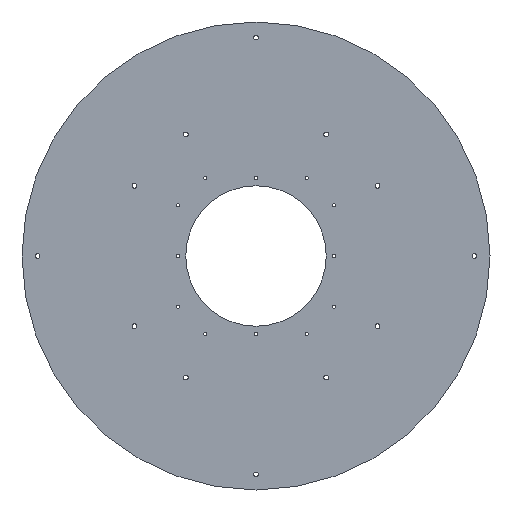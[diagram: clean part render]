
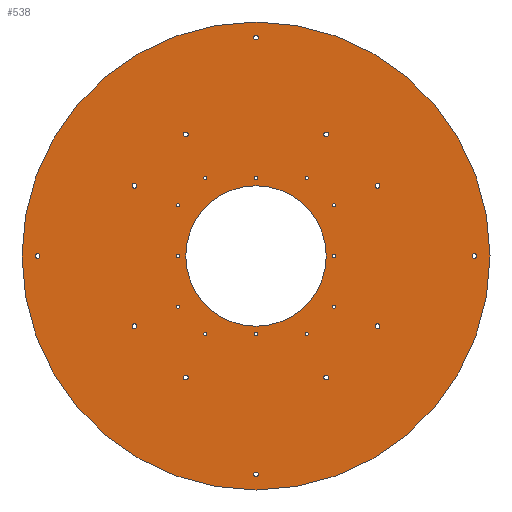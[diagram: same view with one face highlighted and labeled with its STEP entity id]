
A CAD part, front view. The second image highlights one B-rep face of the part: STEP entity #538.
In plain terms, the highlighted planar face has unit normal (0, -1, 0).
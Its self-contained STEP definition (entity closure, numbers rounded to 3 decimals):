
#16=PLANE('',#620);
#68=FACE_BOUND('',#200,.T.);
#69=FACE_BOUND('',#201,.T.);
#70=FACE_BOUND('',#202,.T.);
#71=FACE_BOUND('',#203,.T.);
#72=FACE_BOUND('',#204,.T.);
#73=FACE_BOUND('',#205,.T.);
#74=FACE_BOUND('',#206,.T.);
#75=FACE_BOUND('',#207,.T.);
#76=FACE_BOUND('',#208,.T.);
#77=FACE_BOUND('',#209,.T.);
#78=FACE_BOUND('',#210,.T.);
#79=FACE_BOUND('',#211,.T.);
#80=FACE_BOUND('',#212,.T.);
#81=FACE_BOUND('',#213,.T.);
#82=FACE_BOUND('',#214,.T.);
#83=FACE_BOUND('',#215,.T.);
#84=FACE_BOUND('',#216,.T.);
#85=FACE_BOUND('',#217,.T.);
#86=FACE_BOUND('',#218,.T.);
#87=FACE_BOUND('',#219,.T.);
#88=FACE_BOUND('',#220,.T.);
#89=FACE_BOUND('',#221,.T.);
#90=FACE_BOUND('',#222,.T.);
#91=FACE_BOUND('',#223,.T.);
#92=FACE_BOUND('',#224,.T.);
#120=FACE_OUTER_BOUND('',#199,.T.);
#199=EDGE_LOOP('',(#459));
#200=EDGE_LOOP('',(#460));
#201=EDGE_LOOP('',(#461));
#202=EDGE_LOOP('',(#462));
#203=EDGE_LOOP('',(#463));
#204=EDGE_LOOP('',(#464));
#205=EDGE_LOOP('',(#465));
#206=EDGE_LOOP('',(#466));
#207=EDGE_LOOP('',(#467));
#208=EDGE_LOOP('',(#468));
#209=EDGE_LOOP('',(#469));
#210=EDGE_LOOP('',(#470));
#211=EDGE_LOOP('',(#471));
#212=EDGE_LOOP('',(#472));
#213=EDGE_LOOP('',(#473));
#214=EDGE_LOOP('',(#474));
#215=EDGE_LOOP('',(#475));
#216=EDGE_LOOP('',(#476));
#217=EDGE_LOOP('',(#477));
#218=EDGE_LOOP('',(#478));
#219=EDGE_LOOP('',(#479));
#220=EDGE_LOOP('',(#480));
#221=EDGE_LOOP('',(#481));
#222=EDGE_LOOP('',(#482));
#223=EDGE_LOOP('',(#483));
#224=EDGE_LOOP('',(#484));
#226=CIRCLE('',#543,90.);
#228=CIRCLE('',#546,3.05);
#230=CIRCLE('',#549,3.05);
#232=CIRCLE('',#552,3.05);
#234=CIRCLE('',#555,3.05);
#236=CIRCLE('',#558,3.05);
#238=CIRCLE('',#561,3.05);
#240=CIRCLE('',#564,3.05);
#242=CIRCLE('',#567,3.05);
#244=CIRCLE('',#570,3.05);
#246=CIRCLE('',#573,2.);
#248=CIRCLE('',#576,2.);
#250=CIRCLE('',#579,2.);
#252=CIRCLE('',#582,2.);
#254=CIRCLE('',#585,3.05);
#256=CIRCLE('',#588,3.05);
#258=CIRCLE('',#591,3.05);
#260=CIRCLE('',#594,2.);
#262=CIRCLE('',#597,2.);
#264=CIRCLE('',#600,2.);
#266=CIRCLE('',#603,2.);
#268=CIRCLE('',#606,2.);
#270=CIRCLE('',#609,2.);
#272=CIRCLE('',#612,2.);
#274=CIRCLE('',#615,2.);
#276=CIRCLE('',#618,300.);
#278=VERTEX_POINT('',#787);
#280=VERTEX_POINT('',#792);
#282=VERTEX_POINT('',#797);
#284=VERTEX_POINT('',#802);
#286=VERTEX_POINT('',#807);
#288=VERTEX_POINT('',#812);
#290=VERTEX_POINT('',#817);
#292=VERTEX_POINT('',#822);
#294=VERTEX_POINT('',#827);
#296=VERTEX_POINT('',#832);
#298=VERTEX_POINT('',#837);
#300=VERTEX_POINT('',#842);
#302=VERTEX_POINT('',#847);
#304=VERTEX_POINT('',#852);
#306=VERTEX_POINT('',#857);
#308=VERTEX_POINT('',#862);
#310=VERTEX_POINT('',#867);
#312=VERTEX_POINT('',#872);
#314=VERTEX_POINT('',#877);
#316=VERTEX_POINT('',#882);
#318=VERTEX_POINT('',#887);
#320=VERTEX_POINT('',#892);
#322=VERTEX_POINT('',#897);
#324=VERTEX_POINT('',#902);
#326=VERTEX_POINT('',#907);
#328=VERTEX_POINT('',#912);
#330=EDGE_CURVE('',#278,#278,#226,.T.);
#332=EDGE_CURVE('',#280,#280,#228,.T.);
#334=EDGE_CURVE('',#282,#282,#230,.T.);
#336=EDGE_CURVE('',#284,#284,#232,.T.);
#338=EDGE_CURVE('',#286,#286,#234,.T.);
#340=EDGE_CURVE('',#288,#288,#236,.T.);
#342=EDGE_CURVE('',#290,#290,#238,.T.);
#344=EDGE_CURVE('',#292,#292,#240,.T.);
#346=EDGE_CURVE('',#294,#294,#242,.T.);
#348=EDGE_CURVE('',#296,#296,#244,.T.);
#350=EDGE_CURVE('',#298,#298,#246,.T.);
#352=EDGE_CURVE('',#300,#300,#248,.T.);
#354=EDGE_CURVE('',#302,#302,#250,.T.);
#356=EDGE_CURVE('',#304,#304,#252,.T.);
#358=EDGE_CURVE('',#306,#306,#254,.T.);
#360=EDGE_CURVE('',#308,#308,#256,.T.);
#362=EDGE_CURVE('',#310,#310,#258,.T.);
#364=EDGE_CURVE('',#312,#312,#260,.T.);
#366=EDGE_CURVE('',#314,#314,#262,.T.);
#368=EDGE_CURVE('',#316,#316,#264,.T.);
#370=EDGE_CURVE('',#318,#318,#266,.T.);
#372=EDGE_CURVE('',#320,#320,#268,.T.);
#374=EDGE_CURVE('',#322,#322,#270,.T.);
#376=EDGE_CURVE('',#324,#324,#272,.T.);
#378=EDGE_CURVE('',#326,#326,#274,.T.);
#380=EDGE_CURVE('',#328,#328,#276,.T.);
#459=ORIENTED_EDGE('',*,*,#380,.F.);
#460=ORIENTED_EDGE('',*,*,#378,.F.);
#461=ORIENTED_EDGE('',*,*,#376,.F.);
#462=ORIENTED_EDGE('',*,*,#374,.F.);
#463=ORIENTED_EDGE('',*,*,#372,.F.);
#464=ORIENTED_EDGE('',*,*,#370,.F.);
#465=ORIENTED_EDGE('',*,*,#368,.F.);
#466=ORIENTED_EDGE('',*,*,#366,.F.);
#467=ORIENTED_EDGE('',*,*,#364,.F.);
#468=ORIENTED_EDGE('',*,*,#362,.F.);
#469=ORIENTED_EDGE('',*,*,#360,.F.);
#470=ORIENTED_EDGE('',*,*,#358,.F.);
#471=ORIENTED_EDGE('',*,*,#356,.F.);
#472=ORIENTED_EDGE('',*,*,#354,.F.);
#473=ORIENTED_EDGE('',*,*,#352,.F.);
#474=ORIENTED_EDGE('',*,*,#350,.F.);
#475=ORIENTED_EDGE('',*,*,#348,.F.);
#476=ORIENTED_EDGE('',*,*,#346,.F.);
#477=ORIENTED_EDGE('',*,*,#344,.F.);
#478=ORIENTED_EDGE('',*,*,#342,.F.);
#479=ORIENTED_EDGE('',*,*,#340,.F.);
#480=ORIENTED_EDGE('',*,*,#338,.F.);
#481=ORIENTED_EDGE('',*,*,#336,.F.);
#482=ORIENTED_EDGE('',*,*,#334,.F.);
#483=ORIENTED_EDGE('',*,*,#332,.F.);
#484=ORIENTED_EDGE('',*,*,#330,.F.);
#538=ADVANCED_FACE('',(#120,#68,#69,#70,#71,#72,#73,#74,#75,#76,#77,#78,
#79,#80,#81,#82,#83,#84,#85,#86,#87,#88,#89,#90,#91,#92),#16,.F.);
#543=AXIS2_PLACEMENT_3D('',#788,#627,#628);
#546=AXIS2_PLACEMENT_3D('',#793,#633,#634);
#549=AXIS2_PLACEMENT_3D('',#798,#639,#640);
#552=AXIS2_PLACEMENT_3D('',#803,#645,#646);
#555=AXIS2_PLACEMENT_3D('',#808,#651,#652);
#558=AXIS2_PLACEMENT_3D('',#813,#657,#658);
#561=AXIS2_PLACEMENT_3D('',#818,#663,#664);
#564=AXIS2_PLACEMENT_3D('',#823,#669,#670);
#567=AXIS2_PLACEMENT_3D('',#828,#675,#676);
#570=AXIS2_PLACEMENT_3D('',#833,#681,#682);
#573=AXIS2_PLACEMENT_3D('',#838,#687,#688);
#576=AXIS2_PLACEMENT_3D('',#843,#693,#694);
#579=AXIS2_PLACEMENT_3D('',#848,#699,#700);
#582=AXIS2_PLACEMENT_3D('',#853,#705,#706);
#585=AXIS2_PLACEMENT_3D('',#858,#711,#712);
#588=AXIS2_PLACEMENT_3D('',#863,#717,#718);
#591=AXIS2_PLACEMENT_3D('',#868,#723,#724);
#594=AXIS2_PLACEMENT_3D('',#873,#729,#730);
#597=AXIS2_PLACEMENT_3D('',#878,#735,#736);
#600=AXIS2_PLACEMENT_3D('',#883,#741,#742);
#603=AXIS2_PLACEMENT_3D('',#888,#747,#748);
#606=AXIS2_PLACEMENT_3D('',#893,#753,#754);
#609=AXIS2_PLACEMENT_3D('',#898,#759,#760);
#612=AXIS2_PLACEMENT_3D('',#903,#765,#766);
#615=AXIS2_PLACEMENT_3D('',#908,#771,#772);
#618=AXIS2_PLACEMENT_3D('',#913,#777,#778);
#620=AXIS2_PLACEMENT_3D('',#915,#781,#782);
#627=DIRECTION('center_axis',(0.,-1.,0.));
#628=DIRECTION('ref_axis',(1.,0.,0.));
#633=DIRECTION('center_axis',(0.,-1.,0.));
#634=DIRECTION('ref_axis',(1.,0.,0.));
#639=DIRECTION('center_axis',(0.,-1.,0.));
#640=DIRECTION('ref_axis',(1.,0.,0.));
#645=DIRECTION('center_axis',(0.,-1.,0.));
#646=DIRECTION('ref_axis',(1.,0.,0.));
#651=DIRECTION('center_axis',(0.,-1.,0.));
#652=DIRECTION('ref_axis',(1.,0.,0.));
#657=DIRECTION('center_axis',(0.,-1.,0.));
#658=DIRECTION('ref_axis',(1.,0.,0.));
#663=DIRECTION('center_axis',(0.,-1.,0.));
#664=DIRECTION('ref_axis',(1.,0.,0.));
#669=DIRECTION('center_axis',(0.,-1.,0.));
#670=DIRECTION('ref_axis',(1.,0.,0.));
#675=DIRECTION('center_axis',(0.,-1.,0.));
#676=DIRECTION('ref_axis',(1.,0.,0.));
#681=DIRECTION('center_axis',(0.,-1.,0.));
#682=DIRECTION('ref_axis',(1.,0.,0.));
#687=DIRECTION('center_axis',(0.,-1.,0.));
#688=DIRECTION('ref_axis',(1.,0.,0.));
#693=DIRECTION('center_axis',(0.,-1.,0.));
#694=DIRECTION('ref_axis',(1.,0.,0.));
#699=DIRECTION('center_axis',(0.,-1.,0.));
#700=DIRECTION('ref_axis',(1.,0.,0.));
#705=DIRECTION('center_axis',(0.,-1.,0.));
#706=DIRECTION('ref_axis',(1.,0.,0.));
#711=DIRECTION('center_axis',(0.,-1.,0.));
#712=DIRECTION('ref_axis',(1.,0.,0.));
#717=DIRECTION('center_axis',(0.,-1.,0.));
#718=DIRECTION('ref_axis',(1.,0.,0.));
#723=DIRECTION('center_axis',(0.,-1.,0.));
#724=DIRECTION('ref_axis',(1.,0.,0.));
#729=DIRECTION('center_axis',(0.,-1.,0.));
#730=DIRECTION('ref_axis',(1.,0.,0.));
#735=DIRECTION('center_axis',(0.,-1.,0.));
#736=DIRECTION('ref_axis',(1.,0.,0.));
#741=DIRECTION('center_axis',(0.,-1.,0.));
#742=DIRECTION('ref_axis',(1.,0.,0.));
#747=DIRECTION('center_axis',(0.,-1.,0.));
#748=DIRECTION('ref_axis',(1.,0.,0.));
#753=DIRECTION('center_axis',(0.,-1.,0.));
#754=DIRECTION('ref_axis',(1.,0.,0.));
#759=DIRECTION('center_axis',(0.,-1.,0.));
#760=DIRECTION('ref_axis',(1.,0.,0.));
#765=DIRECTION('center_axis',(0.,-1.,0.));
#766=DIRECTION('ref_axis',(1.,0.,0.));
#771=DIRECTION('center_axis',(0.,-1.,0.));
#772=DIRECTION('ref_axis',(1.,0.,0.));
#777=DIRECTION('center_axis',(0.,1.,0.));
#778=DIRECTION('ref_axis',(1.,0.,0.));
#781=DIRECTION('center_axis',(0.,1.,0.));
#782=DIRECTION('ref_axis',(1.,0.,0.));
#787=CARTESIAN_POINT('',(-90.,0.,0.));
#788=CARTESIAN_POINT('Origin',(0.,0.,0.));
#792=CARTESIAN_POINT('',(-3.05,0.,280.));
#793=CARTESIAN_POINT('Origin',(0.,0.,280.));
#797=CARTESIAN_POINT('',(-283.05,0.,0.));
#798=CARTESIAN_POINT('Origin',(-280.,0.,0.));
#802=CARTESIAN_POINT('',(-3.05,0.,-280.));
#803=CARTESIAN_POINT('Origin',(0.,0.,-280.));
#807=CARTESIAN_POINT('',(276.95,0.,0.));
#808=CARTESIAN_POINT('Origin',(280.,0.,0.));
#812=CARTESIAN_POINT('',(152.835,0.,-90.));
#813=CARTESIAN_POINT('Origin',(155.885,0.,-90.));
#817=CARTESIAN_POINT('',(86.95,0.,-155.885));
#818=CARTESIAN_POINT('Origin',(90.,0.,-155.885));
#822=CARTESIAN_POINT('',(-93.05,0.,-155.885));
#823=CARTESIAN_POINT('Origin',(-90.,0.,-155.885));
#827=CARTESIAN_POINT('',(-158.935,0.,-90.));
#828=CARTESIAN_POINT('Origin',(-155.885,0.,-90.));
#832=CARTESIAN_POINT('',(-158.935,0.,90.));
#833=CARTESIAN_POINT('Origin',(-155.885,0.,90.));
#837=CARTESIAN_POINT('',(-102.,0.,0.));
#838=CARTESIAN_POINT('Origin',(-100.,0.,0.));
#842=CARTESIAN_POINT('',(-102.,0.,65.));
#843=CARTESIAN_POINT('Origin',(-100.,0.,65.));
#847=CARTESIAN_POINT('',(-67.,0.,100.));
#848=CARTESIAN_POINT('Origin',(-65.,0.,100.));
#852=CARTESIAN_POINT('',(63.,0.,100.));
#853=CARTESIAN_POINT('Origin',(65.,0.,100.));
#857=CARTESIAN_POINT('',(152.835,0.,90.));
#858=CARTESIAN_POINT('Origin',(155.885,0.,90.));
#862=CARTESIAN_POINT('',(86.95,0.,155.885));
#863=CARTESIAN_POINT('Origin',(90.,0.,155.885));
#867=CARTESIAN_POINT('',(-93.05,0.,155.885));
#868=CARTESIAN_POINT('Origin',(-90.,0.,155.885));
#872=CARTESIAN_POINT('',(-2.,0.,100.));
#873=CARTESIAN_POINT('Origin',(0.,0.,100.));
#877=CARTESIAN_POINT('',(98.,0.,-65.));
#878=CARTESIAN_POINT('Origin',(100.,0.,-65.));
#882=CARTESIAN_POINT('',(98.,0.,0.));
#883=CARTESIAN_POINT('Origin',(100.,0.,0.));
#887=CARTESIAN_POINT('',(98.,0.,65.));
#888=CARTESIAN_POINT('Origin',(100.,0.,65.));
#892=CARTESIAN_POINT('',(63.,0.,-100.));
#893=CARTESIAN_POINT('Origin',(65.,0.,-100.));
#897=CARTESIAN_POINT('',(-67.,0.,-100.));
#898=CARTESIAN_POINT('Origin',(-65.,0.,-100.));
#902=CARTESIAN_POINT('',(-102.,0.,-65.));
#903=CARTESIAN_POINT('Origin',(-100.,0.,-65.));
#907=CARTESIAN_POINT('',(-2.,0.,-100.));
#908=CARTESIAN_POINT('Origin',(0.,0.,-100.));
#912=CARTESIAN_POINT('',(-300.,0.,0.));
#913=CARTESIAN_POINT('Origin',(0.,0.,0.));
#915=CARTESIAN_POINT('Origin',(0.,0.,0.));
